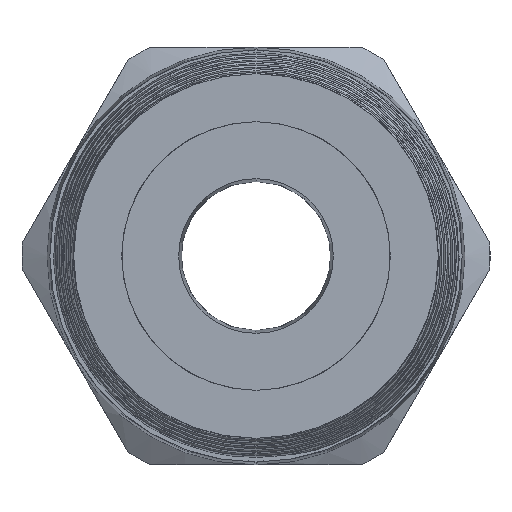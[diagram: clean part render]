
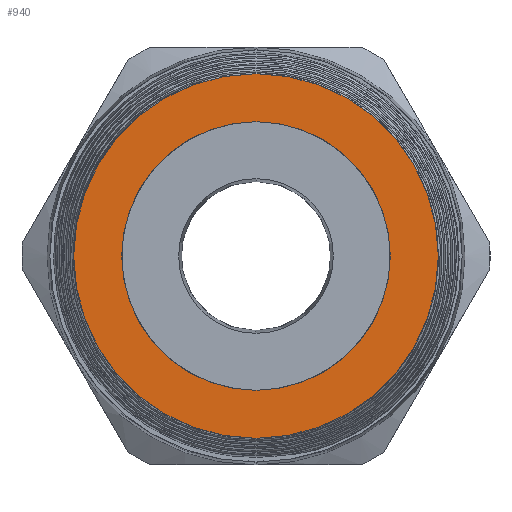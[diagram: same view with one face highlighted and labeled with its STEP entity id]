
A CAD part, left-side view. The second image highlights one B-rep face of the part: STEP entity #940.
In plain terms, the highlighted planar face has unit normal (-1, 0, 0).
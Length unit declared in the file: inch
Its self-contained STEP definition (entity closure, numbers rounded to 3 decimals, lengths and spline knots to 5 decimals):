
#17 = EDGE_CURVE ( 'NONE', #9568, #9564, #9587, .T. ) ;
#936 = EDGE_CURVE ( 'NONE', #1788, #1787, #4198, .T. ) ;
#940 = ADVANCED_FACE ( 'NONE', ( #4193, #4192 ), #4191, .T. ) ;
#1786 = EDGE_CURVE ( 'NONE', #1787, #1788, #10412, .T. ) ;
#1787 = VERTEX_POINT ( 'NONE', #10408 ) ;
#1788 = VERTEX_POINT ( 'NONE', #10407 ) ;
#4187 = DIRECTION ( 'NONE',  ( 0., 0., 1. ) ) ;
#4188 = DIRECTION ( 'NONE',  ( -1., 0., 0. ) ) ;
#4189 = CARTESIAN_POINT ( 'NONE',  ( -2.48, 0., 0. ) ) ;
#4190 = AXIS2_PLACEMENT_3D ( 'NONE', #4189, #4188, #4187 ) ;
#4191 = PLANE ( 'NONE',  #4190 ) ;
#4192 = FACE_BOUND ( 'NONE', #5745, .T. ) ;
#4193 = FACE_OUTER_BOUND ( 'NONE', #5686, .T. ) ;
#4194 = DIRECTION ( 'NONE',  ( 0., 0., 1. ) ) ;
#4195 = DIRECTION ( 'NONE',  ( -1., 0., 0. ) ) ;
#4196 = CARTESIAN_POINT ( 'NONE',  ( -2.48, 0., 0. ) ) ;
#4197 = AXIS2_PLACEMENT_3D ( 'NONE', #4196, #4195, #4194 ) ;
#4198 = CIRCLE ( 'NONE', #4197, 0.27953 ) ;
#5433 = EDGE_CURVE ( 'NONE', #9564, #9568, #10570, .T. ) ;
#5615 = ORIENTED_EDGE ( 'NONE', *, *, #5433, .T. ) ;
#5686 = EDGE_LOOP ( 'NONE', ( #5615, #5752 ) ) ;
#5745 = EDGE_LOOP ( 'NONE', ( #5767, #5760 ) ) ;
#5752 = ORIENTED_EDGE ( 'NONE', *, *, #17, .T. ) ;
#5760 = ORIENTED_EDGE ( 'NONE', *, *, #936, .F. ) ;
#5767 = ORIENTED_EDGE ( 'NONE', *, *, #1786, .F. ) ;
#7552 = CARTESIAN_POINT ( 'NONE',  ( -2.48, 0., 0.37953 ) ) ;
#7560 = CARTESIAN_POINT ( 'NONE',  ( -2.48, 0., -0.37953 ) ) ;
#9564 = VERTEX_POINT ( 'NONE', #7560 ) ;
#9568 = VERTEX_POINT ( 'NONE', #7552 ) ;
#9583 = DIRECTION ( 'NONE',  ( 0., 0., 1. ) ) ;
#9584 = DIRECTION ( 'NONE',  ( -1., 0., 0. ) ) ;
#9585 = CARTESIAN_POINT ( 'NONE',  ( -2.48, 0., 0. ) ) ;
#9586 = AXIS2_PLACEMENT_3D ( 'NONE', #9585, #9584, #9583 ) ;
#9587 = CIRCLE ( 'NONE', #9586, 0.37953 ) ;
#10407 = CARTESIAN_POINT ( 'NONE',  ( -2.48, 0., 0.27953 ) ) ;
#10408 = CARTESIAN_POINT ( 'NONE',  ( -2.48, 0., -0.27953 ) ) ;
#10409 = DIRECTION ( 'NONE',  ( 0., 0., 1. ) ) ;
#10410 = DIRECTION ( 'NONE',  ( -1., 0., 0. ) ) ;
#10411 = AXIS2_PLACEMENT_3D ( 'NONE', #10418, #10410, #10409 ) ;
#10412 = CIRCLE ( 'NONE', #10411, 0.27953 ) ;
#10418 = CARTESIAN_POINT ( 'NONE',  ( -2.48, 0., 0. ) ) ;
#10567 = DIRECTION ( 'NONE',  ( 0., 0., 1. ) ) ;
#10568 = DIRECTION ( 'NONE',  ( -1., 0., 0. ) ) ;
#10569 = AXIS2_PLACEMENT_3D ( 'NONE', #10575, #10568, #10567 ) ;
#10570 = CIRCLE ( 'NONE', #10569, 0.37953 ) ;
#10575 = CARTESIAN_POINT ( 'NONE',  ( -2.48, 0., 0. ) ) ;
